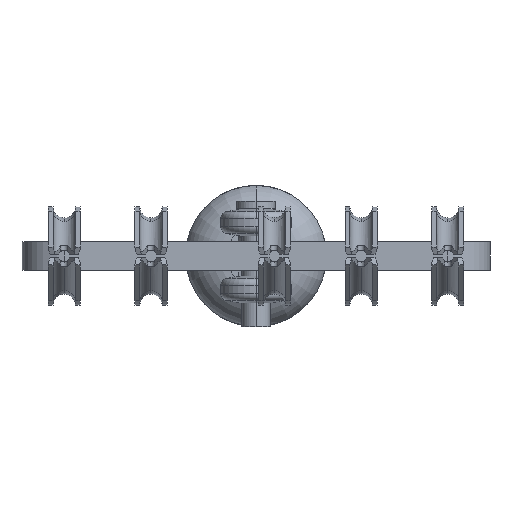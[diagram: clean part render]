
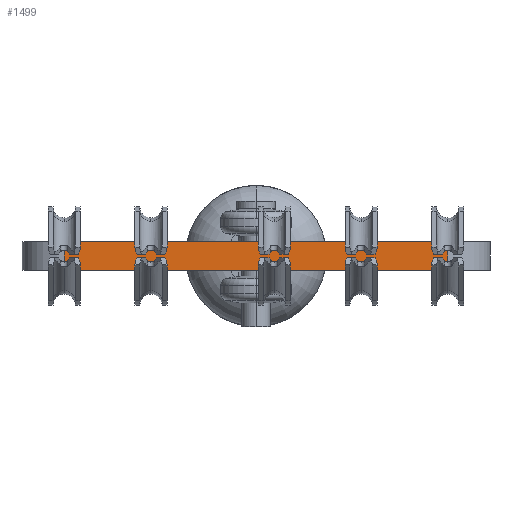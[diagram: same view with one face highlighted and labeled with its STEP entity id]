
A CAD part, front view. The second image highlights one B-rep face of the part: STEP entity #1499.
In plain terms, the highlighted planar face has unit normal (0, -1, 0).
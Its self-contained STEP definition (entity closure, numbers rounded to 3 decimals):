
#3 = CARTESIAN_POINT ( 'NONE',  ( 54.385, 0., -4. ) ) ;
#255 = FACE_OUTER_BOUND ( 'NONE', #1961, .T. ) ;
#278 = VERTEX_POINT ( 'NONE', #1688 ) ;
#302 = VECTOR ( 'NONE', #2584, 1000. ) ;
#360 = VECTOR ( 'NONE', #1549, 1000. ) ;
#408 = LINE ( 'NONE', #4405, #302 ) ;
#602 = CARTESIAN_POINT ( 'NONE',  ( -54.385, 0., 4. ) ) ;
#828 = ORIENTED_EDGE ( 'NONE', *, *, #3755, .F. ) ;
#873 = LINE ( 'NONE', #2618, #360 ) ;
#1044 = DIRECTION ( 'NONE',  ( -1., 0., 0. ) ) ;
#1156 = ORIENTED_EDGE ( 'NONE', *, *, #3151, .T. ) ;
#1302 = ORIENTED_EDGE ( 'NONE', *, *, #4768, .T. ) ;
#1455 = PLANE ( 'NONE',  #3889 ) ;
#1499 = ADVANCED_FACE ( 'NONE', ( #255 ), #1455, .F. ) ;
#1549 = DIRECTION ( 'NONE',  ( 1., 0., 0. ) ) ;
#1688 = CARTESIAN_POINT ( 'NONE',  ( 54.385, 0., 4. ) ) ;
#1961 = EDGE_LOOP ( 'NONE', ( #1302, #828, #3271, #1156 ) ) ;
#1978 = CARTESIAN_POINT ( 'NONE',  ( -54.385, 0., 4. ) ) ;
#2150 = VERTEX_POINT ( 'NONE', #2643 ) ;
#2543 = VERTEX_POINT ( 'NONE', #602 ) ;
#2584 = DIRECTION ( 'NONE',  ( 0., 0., -1. ) ) ;
#2618 = CARTESIAN_POINT ( 'NONE',  ( -54.385, 0., -4. ) ) ;
#2643 = CARTESIAN_POINT ( 'NONE',  ( -54.385, 0., -4. ) ) ;
#2695 = VECTOR ( 'NONE', #4055, 1000. ) ;
#3041 = EDGE_CURVE ( 'NONE', #2543, #278, #3670, .T. ) ;
#3151 = EDGE_CURVE ( 'NONE', #2543, #2150, #4367, .T. ) ;
#3201 = DIRECTION ( 'NONE',  ( 0., 1., 0. ) ) ;
#3271 = ORIENTED_EDGE ( 'NONE', *, *, #3041, .F. ) ;
#3431 = DIRECTION ( 'NONE',  ( 0., 0., -1. ) ) ;
#3670 = LINE ( 'NONE', #3691, #2695 ) ;
#3691 = CARTESIAN_POINT ( 'NONE',  ( -54.385, 0., 4. ) ) ;
#3733 = VERTEX_POINT ( 'NONE', #3 ) ;
#3755 = EDGE_CURVE ( 'NONE', #278, #3733, #408, .T. ) ;
#3889 = AXIS2_PLACEMENT_3D ( 'NONE', #4283, #3201, #1044 ) ;
#4055 = DIRECTION ( 'NONE',  ( 1., 0., 0. ) ) ;
#4283 = CARTESIAN_POINT ( 'NONE',  ( -54.385, 0., 4. ) ) ;
#4367 = LINE ( 'NONE', #1978, #4664 ) ;
#4405 = CARTESIAN_POINT ( 'NONE',  ( 54.385, 0., 4. ) ) ;
#4664 = VECTOR ( 'NONE', #3431, 1000. ) ;
#4768 = EDGE_CURVE ( 'NONE', #2150, #3733, #873, .T. ) ;
